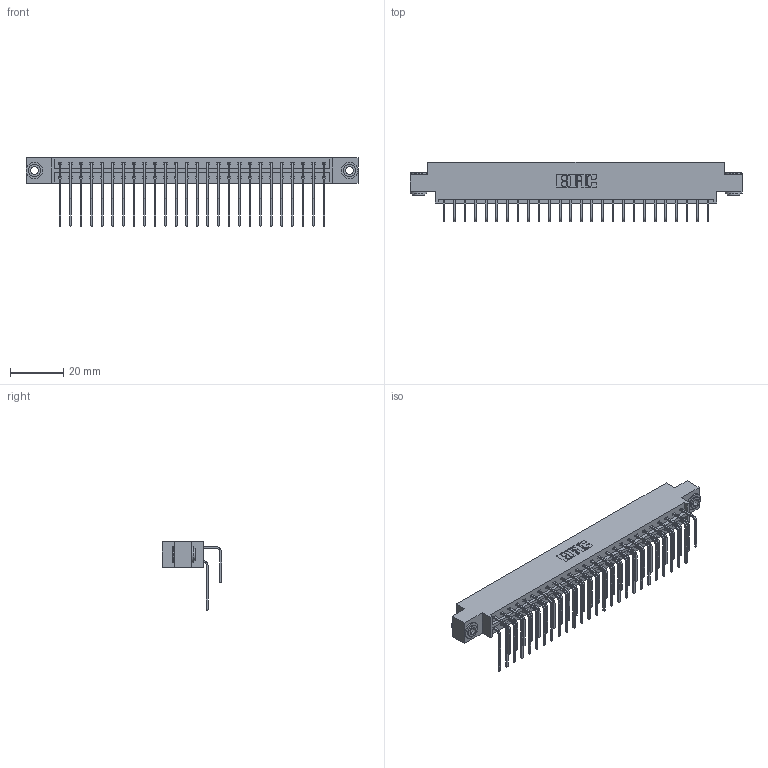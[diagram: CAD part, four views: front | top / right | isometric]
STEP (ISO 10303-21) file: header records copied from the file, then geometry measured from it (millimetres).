
FILE_DESCRIPTION (( 'STEP AP203' ), '1' );
FILE_NAME ('833-052-558-803.STEP', '2020-06-04T19:56:13', ( '' ), ( '' ), 'SwSTEP 2.0', 'SolidWorks 2020', '' );
FILE_SCHEMA (( 'CONFIG_CONTROL_DESIGN' ));
Length unit declared in the file: inch
Products named in the file (5): 345-250-002_345-250-002-102; 345-292-001_558 Tail - 2; 833-052-558-803; 833 Part_Offset - .156 Dia - TH; 345-292-001_558 559 Tail - 1
Assembly tree (55 placements, depth 2):
  833-052-558-803
    833 Part_Offset - .156 Dia - TH
    345-292-001_558 559 Tail - 1  x26
    345-292-001_558 Tail - 2  x26
    345-250-002_345-250-002-102  x2
Bounding box: 124.56 x 22.17 x 25.53 mm (x, y, z)
Volume: 12659 mm3; surface area: 16730 mm2
Topology: 55 solids, 55 shells, 2964 faces, 8771 edges, 5774 vertices
Faces by surface type: plane 2060, cylinder 896, cone 8
Entity records: 21362 total; most frequent: CARTESIAN_POINT 3588, ORIENTED_EDGE 3466, DIRECTION 3107, EDGE_CURVE 1733, VECTOR 1541, LINE 1541, VERTEX_POINT 1150, AXIS2_PLACEMENT_3D 783
